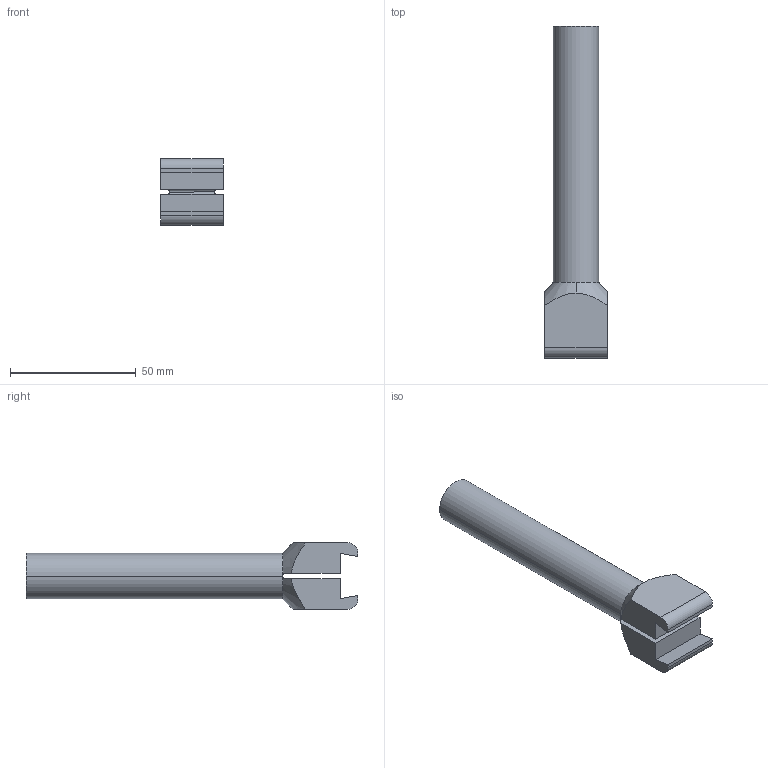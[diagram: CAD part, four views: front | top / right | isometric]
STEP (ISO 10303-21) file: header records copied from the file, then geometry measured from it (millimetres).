
FILE_DESCRIPTION(('STEP AP214'),'1');
FILE_NAME('cctmp_BCD8C4E5-A974-47F9-80AD-E8B47041B664_2020_1_16_6_42_24_657..stp','2020-01-16T05:42:24',('Bosch Rexroth AG'),('CADClick - www.CADClick.com'),'Spatial InterOp 3D',' ','unknown authorization - (Healing Option Enabled)');
FILE_SCHEMA(('AUTOMOTIVE_DESIGN'));
Length unit declared in the file: millimetre
Products named in the file (1): 2020_01_16__06-42-24-657
Bounding box: 25 x 132 x 26.4 mm (x, y, z)
Volume: 40218.3 mm3; surface area: 10831.1 mm2
Topology: 1 solids, 1 shells, 25 faces, 63 edges, 40 vertices
Faces by surface type: plane 15, cylinder 6, cone 4
Entity records: 1021 total; most frequent: CARTESIAN_POINT 227, ORIENTED_EDGE 126, DIRECTION 109, EDGE_CURVE 63, VERTEX_POINT 40, LINE 37, VECTOR 37, AXIS2_PLACEMENT_3D 36
